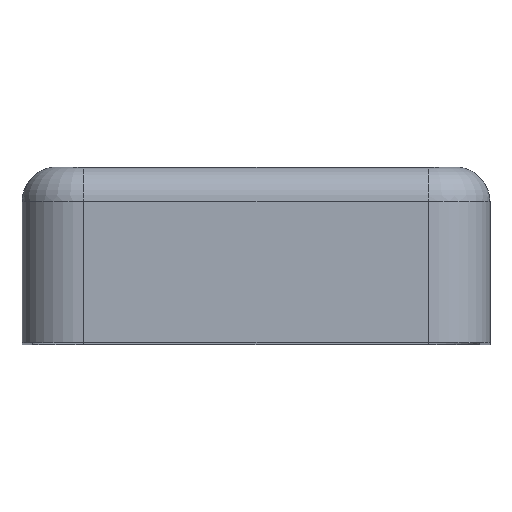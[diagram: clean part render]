
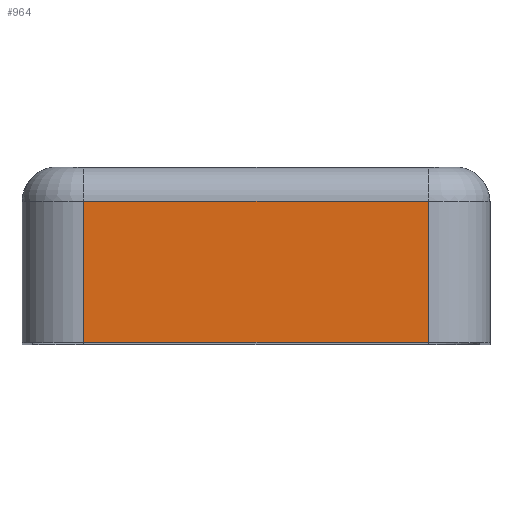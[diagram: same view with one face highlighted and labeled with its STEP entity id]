
A CAD part, top view. The second image highlights one B-rep face of the part: STEP entity #964.
In plain terms, the highlighted planar face has unit normal (0, 0, 1).
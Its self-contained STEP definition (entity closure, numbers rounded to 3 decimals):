
#127 = VECTOR ( 'NONE', #617, 1000. ) ;
#178 = ORIENTED_EDGE ( 'NONE', *, *, #1207, .T. ) ;
#211 = AXIS2_PLACEMENT_3D ( 'NONE', #711, #2193, #924 ) ;
#256 = CARTESIAN_POINT ( 'NONE',  ( 5., 0., 20.6 ) ) ;
#332 = CARTESIAN_POINT ( 'NONE',  ( -5., -5.1, 20.6 ) ) ;
#354 = FACE_OUTER_BOUND ( 'NONE', #1459, .T. ) ;
#434 = LINE ( 'NONE', #1855, #2249 ) ;
#517 = CARTESIAN_POINT ( 'NONE',  ( 5., -5.1, 20.6 ) ) ;
#617 = DIRECTION ( 'NONE',  ( 1., 0., 0. ) ) ;
#655 = LINE ( 'NONE', #1890, #127 ) ;
#685 = EDGE_CURVE ( 'NONE', #1636, #1668, #2162, .T. ) ;
#711 = CARTESIAN_POINT ( 'NONE',  ( -5., 0., 20.6 ) ) ;
#731 = CARTESIAN_POINT ( 'NONE',  ( -5., -1., 20.6 ) ) ;
#767 = VECTOR ( 'NONE', #954, 1000. ) ;
#845 = ORIENTED_EDGE ( 'NONE', *, *, #685, .F. ) ;
#924 = DIRECTION ( 'NONE',  ( 1., 0., 0. ) ) ;
#954 = DIRECTION ( 'NONE',  ( 1., 0., 0. ) ) ;
#964 = ADVANCED_FACE ( 'NONE', ( #354 ), #1578, .T. ) ;
#1207 = EDGE_CURVE ( 'NONE', #2288, #2575, #434, .T. ) ;
#1267 = EDGE_CURVE ( 'NONE', #2288, #1636, #655, .T. ) ;
#1401 = ORIENTED_EDGE ( 'NONE', *, *, #1267, .F. ) ;
#1459 = EDGE_LOOP ( 'NONE', ( #1866, #845, #1401, #178 ) ) ;
#1578 = PLANE ( 'NONE',  #211 ) ;
#1611 = VECTOR ( 'NONE', #1918, 1000. ) ;
#1636 = VERTEX_POINT ( 'NONE', #2160 ) ;
#1668 = VERTEX_POINT ( 'NONE', #517 ) ;
#1855 = CARTESIAN_POINT ( 'NONE',  ( -5., 0., 20.6 ) ) ;
#1866 = ORIENTED_EDGE ( 'NONE', *, *, #2323, .T. ) ;
#1890 = CARTESIAN_POINT ( 'NONE',  ( -5., -1., 20.6 ) ) ;
#1918 = DIRECTION ( 'NONE',  ( 0., -1., 0. ) ) ;
#2160 = CARTESIAN_POINT ( 'NONE',  ( 5., -1., 20.6 ) ) ;
#2162 = LINE ( 'NONE', #256, #1611 ) ;
#2193 = DIRECTION ( 'NONE',  ( 0., 0., 1. ) ) ;
#2249 = VECTOR ( 'NONE', #2669, 1000. ) ;
#2288 = VERTEX_POINT ( 'NONE', #731 ) ;
#2323 = EDGE_CURVE ( 'NONE', #2575, #1668, #2400, .T. ) ;
#2400 = LINE ( 'NONE', #332, #767 ) ;
#2575 = VERTEX_POINT ( 'NONE', #2686 ) ;
#2669 = DIRECTION ( 'NONE',  ( 0., -1., 0. ) ) ;
#2686 = CARTESIAN_POINT ( 'NONE',  ( -5., -5.1, 20.6 ) ) ;
